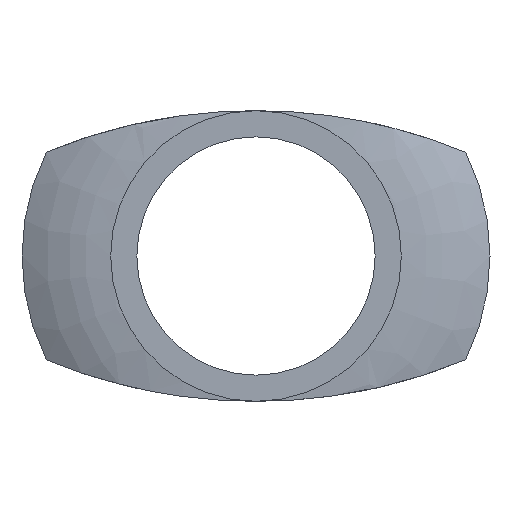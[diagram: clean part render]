
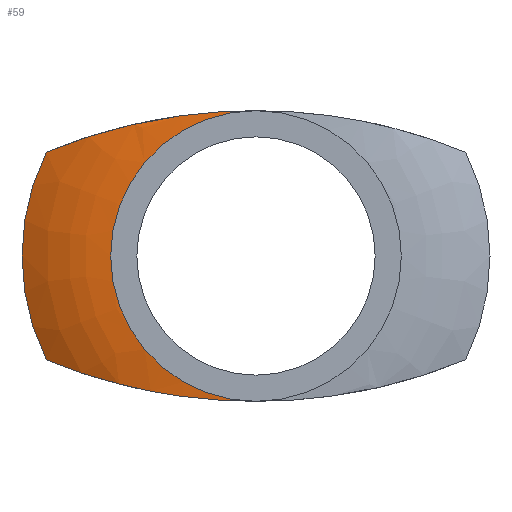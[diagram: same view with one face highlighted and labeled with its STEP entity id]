
A CAD part, left-side view. The second image highlights one B-rep face of the part: STEP entity #59.
In plain terms, the highlighted toroidal (fillet/blend) face has major radius 4.563 mm and minor radius 6.5 mm.
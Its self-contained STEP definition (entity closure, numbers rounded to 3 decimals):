
#59=ADVANCED_FACE('',(#91),#92,.T.);
#91=FACE_OUTER_BOUND('',#129,.T.);
#92=TOROIDAL_SURFACE('',#130,4.563,6.5);
#129=EDGE_LOOP('',(#244,#245,#246,#247,#248,#249));
#130=AXIS2_PLACEMENT_3D('',#250,#251,#252);
#244=ORIENTED_EDGE('',*,*,#307,.F.);
#245=ORIENTED_EDGE('',*,*,#294,.T.);
#246=ORIENTED_EDGE('',*,*,#323,.T.);
#247=ORIENTED_EDGE('',*,*,#312,.F.);
#248=ORIENTED_EDGE('',*,*,#289,.F.);
#249=ORIENTED_EDGE('',*,*,#324,.F.);
#250=CARTESIAN_POINT('',(4.985,0.,0.0));
#251=DIRECTION('',(-1.0,0.,0.0));
#252=DIRECTION('',(0.0,0.0,1.0));
#289=EDGE_CURVE('',#337,#340,#341,.T.);
#294=EDGE_CURVE('',#350,#347,#351,.T.);
#307=EDGE_CURVE('',#350,#373,#374,.T.);
#312=EDGE_CURVE('',#340,#381,#382,.T.);
#323=EDGE_CURVE('',#347,#381,#395,.T.);
#324=EDGE_CURVE('',#373,#337,#396,.T.);
#337=VERTEX_POINT('',#411);
#340=VERTEX_POINT('',#415);
#341=CIRCLE('',#416,5.0);
#347=VERTEX_POINT('',#423);
#350=VERTEX_POINT('',#427);
#351=CIRCLE('',#428,8.05);
#373=VERTEX_POINT('',#455);
#374=B_SPLINE_CURVE_WITH_KNOTS('',3,(#456,#457,#458,#459,#460,#461,#462,#463,#464,#465,#466,#467,#468,#469,#470,#471),.UNSPECIFIED.,.F.,.F.,(4,2,2,2,2,2,2,4),(-15.005,-12.624,-10.119,-8.313,-6.645,-4.83,-2.288,-0.0),.UNSPECIFIED.);
#381=VERTEX_POINT('',#538);
#382=B_SPLINE_CURVE_WITH_KNOTS('',3,(#539,#540,#541,#542,#543,#544,#545,#546,#547,#548,#549,#550,#551,#552,#553,#554),.UNSPECIFIED.,.F.,.F.,(4,2,2,2,2,2,2,4),(-15.005,-12.624,-10.119,-8.313,-6.645,-4.83,-2.288,-0.0),.UNSPECIFIED.);
#395=CIRCLE('',#599,8.05);
#396=CIRCLE('',#600,5.0);
#411=CARTESIAN_POINT('',(-1.5,5.0,0.));
#415=CARTESIAN_POINT('',(-1.5,-0.002,-5.));
#416=AXIS2_PLACEMENT_3D('',#615,#616,#617);
#423=CARTESIAN_POINT('',(-0.5,8.05,0.));
#427=CARTESIAN_POINT('',(-0.5,7.214,3.573));
#428=AXIS2_PLACEMENT_3D('',#626,#627,#628);
#455=CARTESIAN_POINT('',(-1.5,-0.002,5.));
#456=CARTESIAN_POINT('',(-0.5,7.214,3.573));
#457=CARTESIAN_POINT('',(-0.807,6.537,3.852));
#458=CARTESIAN_POINT('',(-1.022,5.816,4.103));
#459=CARTESIAN_POINT('',(-1.327,4.269,4.532));
#460=CARTESIAN_POINT('',(-1.406,3.455,4.702));
#461=CARTESIAN_POINT('',(-1.479,2.028,4.901));
#462=CARTESIAN_POINT('',(-1.491,1.422,4.957));
#463=CARTESIAN_POINT('',(-1.502,0.257,5.007));
#464=CARTESIAN_POINT('',(-1.501,-0.308,5.006));
#465=CARTESIAN_POINT('',(-1.49,-1.476,4.952));
#466=CARTESIAN_POINT('',(-1.478,-2.084,4.894));
#467=CARTESIAN_POINT('',(-1.401,-3.526,4.687));
#468=CARTESIAN_POINT('',(-1.317,-4.35,4.511));
#469=CARTESIAN_POINT('',(-1.005,-5.875,4.079));
#470=CARTESIAN_POINT('',(-0.795,-6.566,3.836));
#471=CARTESIAN_POINT('',(-0.5,-7.216,3.568));
#538=CARTESIAN_POINT('',(-0.5,7.214,-3.573));
#539=CARTESIAN_POINT('',(-0.5,-7.216,-3.568));
#540=CARTESIAN_POINT('',(-0.807,-6.54,-3.847));
#541=CARTESIAN_POINT('',(-1.022,-5.819,-4.098));
#542=CARTESIAN_POINT('',(-1.327,-4.272,-4.529));
#543=CARTESIAN_POINT('',(-1.406,-3.458,-4.699));
#544=CARTESIAN_POINT('',(-1.479,-2.031,-4.9));
#545=CARTESIAN_POINT('',(-1.491,-1.426,-4.956));
#546=CARTESIAN_POINT('',(-1.502,-0.26,-5.006));
#547=CARTESIAN_POINT('',(-1.501,0.304,-5.006));
#548=CARTESIAN_POINT('',(-1.49,1.472,-4.953));
#549=CARTESIAN_POINT('',(-1.478,2.08,-4.896));
#550=CARTESIAN_POINT('',(-1.401,3.522,-4.69));
#551=CARTESIAN_POINT('',(-1.317,4.347,-4.514));
#552=CARTESIAN_POINT('',(-1.005,5.872,-4.083));
#553=CARTESIAN_POINT('',(-0.795,6.563,-3.841));
#554=CARTESIAN_POINT('',(-0.5,7.214,-3.573));
#599=AXIS2_PLACEMENT_3D('',#675,#676,#677);
#600=AXIS2_PLACEMENT_3D('',#678,#679,#680);
#615=CARTESIAN_POINT('',(-1.5,0.,0.0));
#616=DIRECTION('',(-1.0,0.,0.));
#617=DIRECTION('',(0.,1.0,0.0));
#626=CARTESIAN_POINT('',(-0.5,0.,0.0));
#627=DIRECTION('',(-1.0,0.,0.0));
#628=DIRECTION('',(0.,-1.0,0.0));
#675=CARTESIAN_POINT('',(-0.5,0.,0.0));
#676=DIRECTION('',(-1.0,0.,0.0));
#677=DIRECTION('',(0.,-1.0,0.0));
#678=CARTESIAN_POINT('',(-1.5,0.,0.0));
#679=DIRECTION('',(-1.0,0.,0.));
#680=DIRECTION('',(0.,1.0,0.0));
